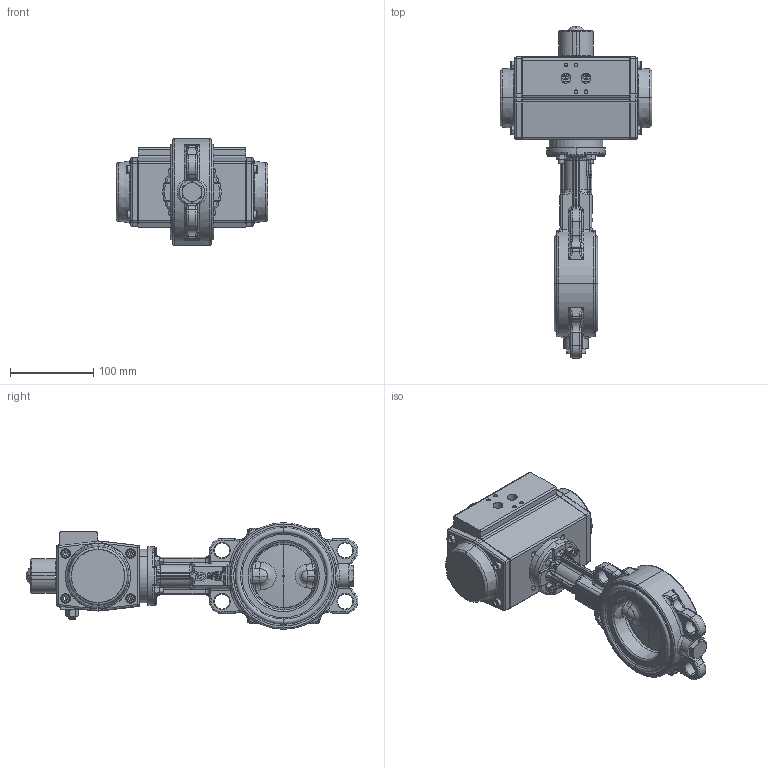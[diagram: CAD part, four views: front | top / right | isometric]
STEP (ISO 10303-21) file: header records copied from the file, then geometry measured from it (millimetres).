
FILE_DESCRIPTION (( 'STEP AP203' ), '1' );
FILE_NAME ('AK01_DN80_pneu.-doppelw..STEP', '2022-11-03T13:11:03', ( '' ), ( '' ), 'SwSTEP 2.0', 'SolidWorks 2021', '' );
FILE_SCHEMA (( 'CONFIG_CONTROL_DESIGN' ));
Products named in the file (1): AK01_DN80_pneu.-doppelw.
Bounding box: 182 x 398.31 x 128 mm (x, y, z)
Surface area: 189280.7 mm2 (no closed solid volume)
Topology: 0 solids, 392 shells, 1388 faces, 5060 edges, 3940 vertices
Faces by surface type: plane 412, cylinder 347, bspline 343, torus 165, cone 98, sphere 23
Entity records: 93357 total; most frequent: CARTESIAN_POINT 54510, ORIENTED_EDGE 7117, DIRECTION 7116, EDGE_CURVE 4991, VERTEX_POINT 3931, AXIS2_PLACEMENT_3D 2560, VECTOR 1996, LINE 1996
